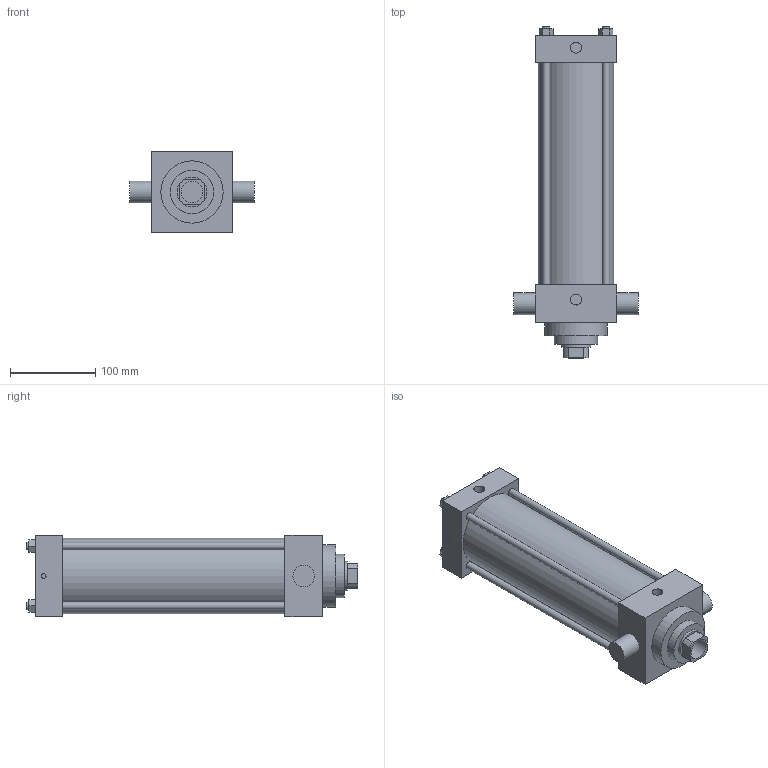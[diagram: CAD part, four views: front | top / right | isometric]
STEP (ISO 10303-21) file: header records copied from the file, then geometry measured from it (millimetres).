
FILE_DESCRIPTION((' Parasolid data model '),'2;1');
FILE_NAME('GSSL','1999-12-15T14:50:56+00:00',(' GSSL '),(' GSSL Pune '),'','GSSL Pune','Author');
FILE_SCHEMA(('CONFIG_CONTROL_DESIGN'));
Length unit declared in the file: millimetre
Bounding box: 146.05 x 388.94 x 95.25 mm (x, y, z)
Surface area: 171476.1 mm2 (no closed solid volume)
Topology: 0 solids, 5 shells, 86 faces, 213 edges, 152 vertices
Faces by surface type: plane 61, cylinder 25
Full cylindrical faces by diameter (mm): 5.556 x4, 8.763 x8, 12.7 x2, 25.4 x3, 34.925 x1, 50.8 x1, 73.025 x1, 88.9 x1
Entity records: 2592 total; most frequent: CARTESIAN_POINT 436, DIRECTION 416, ORIENTED_EDGE 353, EDGE_CURVE 198, VERTEX_POINT 154, LINE 148, VECTOR 148, EDGE_LOOP 146
